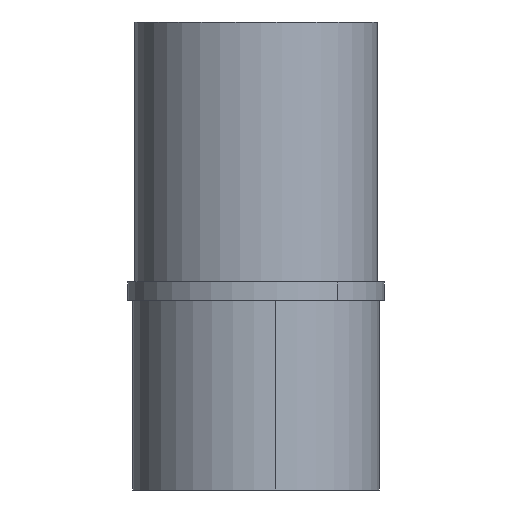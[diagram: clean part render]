
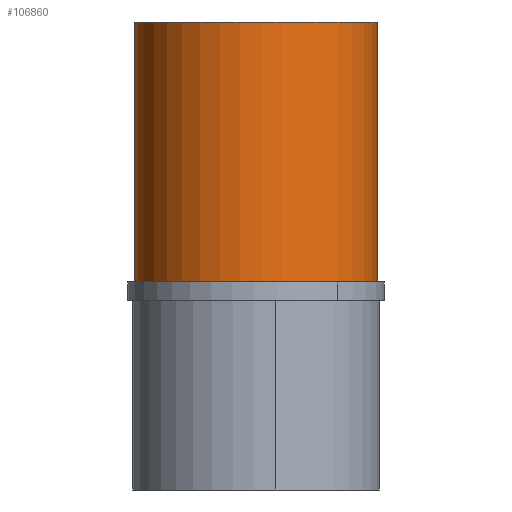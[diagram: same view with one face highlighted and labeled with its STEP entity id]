
A CAD part, left-side view. The second image highlights one B-rep face of the part: STEP entity #106860.
In plain terms, the highlighted cylindrical face has radius 47.8 mm (diameter 95.6 mm), a partial arc.
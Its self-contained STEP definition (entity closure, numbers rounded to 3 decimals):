
#2550=CARTESIAN_POINT('',(36.555,-109.664,
-876.48));
#2560=DIRECTION('',(0.,0.,1.));
#2570=DIRECTION('',(-0.029,-1.,
0.));
#2580=AXIS2_PLACEMENT_3D('',#2550,#2560,#2570);
#2590=CIRCLE('',#2580,47.8);
#2600=CARTESIAN_POINT('',(35.166,-157.444,
-876.48));
#2610=VERTEX_POINT('',#2600);
#2620=CARTESIAN_POINT('',(37.943,-61.884,
-876.48));
#2630=VERTEX_POINT('',#2620);
#2660=EDGE_CURVE('',#2630,#2610,#2590,.T.);
#24030=CARTESIAN_POINT('',(36.555,-109.664,
-774.08));
#24040=DIRECTION('',(0.,0.,1.));
#24050=DIRECTION('',(-0.029,-1.,
0.));
#24060=AXIS2_PLACEMENT_3D('',#24030,#24040,#24050);
#24070=CIRCLE('',#24060,47.8);
#24080=CARTESIAN_POINT('',(37.943,-61.884,
-774.08));
#24090=VERTEX_POINT('',#24080);
#24100=CARTESIAN_POINT('',(35.166,-157.444,
-774.08));
#24110=VERTEX_POINT('',#24100);
#24120=EDGE_CURVE('',#24090,#24110,#24070,.T.);
#28280=CARTESIAN_POINT('',(36.555,-109.664,
-876.48));
#28290=DIRECTION('',(0.,0.,1.));
#28300=DIRECTION('',(-0.029,-1.,
0.));
#28310=AXIS2_PLACEMENT_3D('',#28280,#28290,#28300);
#28320=CYLINDRICAL_SURFACE('',#28310,47.8);
#28340=CARTESIAN_POINT('',(37.943,-61.884,
-876.48));
#28350=DIRECTION('',(0.,0.,1.));
#28360=VECTOR('',#28350,1.);
#28370=LINE('',#28340,#28360);
#28380=EDGE_CURVE('',#2630,#24090,#28370,.T.);
#28410=CARTESIAN_POINT('',(35.166,-157.444,
-876.48));
#28420=DIRECTION('',(0.,0.,1.));
#28430=VECTOR('',#28420,1.);
#28440=LINE('',#28410,#28430);
#28450=EDGE_CURVE('',#2610,#24110,#28440,.T.);
#106800=ORIENTED_EDGE('',*,*,#28380,.F.);
#106810=ORIENTED_EDGE('',*,*,#24120,.F.);
#106820=ORIENTED_EDGE('',*,*,#28450,.T.);
#106830=ORIENTED_EDGE('',*,*,#2660,.T.);
#106840=EDGE_LOOP('',(#106830,#106820,#106810,#106800));
#106850=FACE_OUTER_BOUND('',#106840,.T.);
#106860=ADVANCED_FACE('',(#106850),#28320,.T.);
